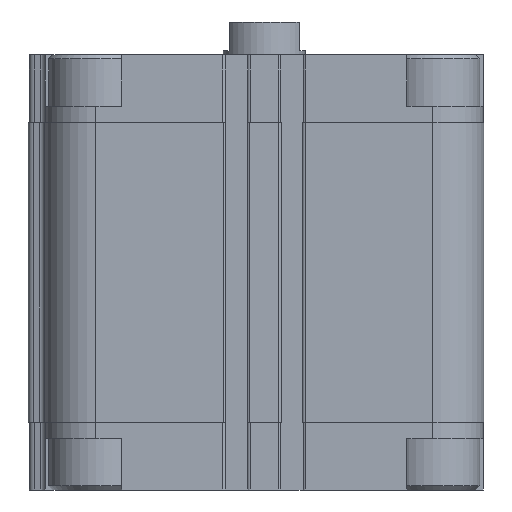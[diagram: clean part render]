
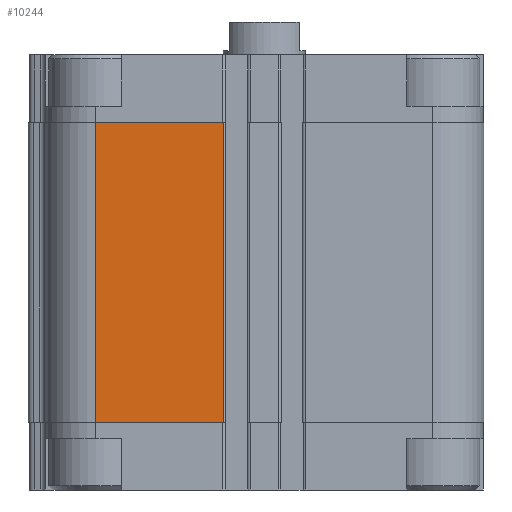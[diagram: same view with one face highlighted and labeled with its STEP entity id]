
A CAD part, left-side view. The second image highlights one B-rep face of the part: STEP entity #10244.
In plain terms, the highlighted face is planar.
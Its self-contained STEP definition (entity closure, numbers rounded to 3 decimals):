
#1912=ORIENTED_EDGE('',*,*,#4632,.F.);
#1913=ORIENTED_EDGE('',*,*,#4631,.F.);
#1914=ORIENTED_EDGE('',*,*,#4633,.T.);
#1915=ORIENTED_EDGE('',*,*,#4634,.T.);
#4631=EDGE_CURVE('',#5994,#5993,#6892,.T.);
#4632=EDGE_CURVE('',#5993,#5995,#6893,.T.);
#4633=EDGE_CURVE('',#5994,#5996,#6894,.T.);
#4634=EDGE_CURVE('',#5996,#5995,#6895,.T.);
#5993=VERTEX_POINT('',#16445);
#5994=VERTEX_POINT('',#16447);
#5995=VERTEX_POINT('',#16451);
#5996=VERTEX_POINT('',#16453);
#6892=LINE('',#16448,#7844);
#6893=LINE('',#16450,#7845);
#6894=LINE('',#16452,#7846);
#6895=LINE('',#16454,#7847);
#7844=VECTOR('',#12896,1000.);
#7845=VECTOR('',#12899,1000.);
#7846=VECTOR('',#12900,1000.);
#7847=VECTOR('',#12901,1000.);
#8450=EDGE_LOOP('',(#1912,#1913,#1914,#1915));
#9156=FACE_BOUND('',#8450,.T.);
#9789=PLANE('',#11060);
#10244=ADVANCED_FACE('',(#9156),#9789,.T.);
#11060=AXIS2_PLACEMENT_3D('',#16449,#12897,#12898);
#12896=DIRECTION('',(0.,0.,1.));
#12897=DIRECTION('',(1.,0.,0.));
#12898=DIRECTION('',(0.,0.,-1.));
#12899=DIRECTION('',(0.,1.,0.));
#12900=DIRECTION('',(0.,1.,0.));
#12901=DIRECTION('',(0.,0.,1.));
#16445=CARTESIAN_POINT('',(53.5,-41.,-16.5));
#16447=CARTESIAN_POINT('',(53.5,-41.,-89.5));
#16448=CARTESIAN_POINT('',(53.5,-41.,-89.5));
#16449=CARTESIAN_POINT('',(53.5,-41.,-89.5));
#16450=CARTESIAN_POINT('',(53.5,-41.,-16.5));
#16451=CARTESIAN_POINT('',(53.5,-9.95,-16.5));
#16452=CARTESIAN_POINT('',(53.5,-41.,-89.5));
#16453=CARTESIAN_POINT('',(53.5,-9.95,-89.5));
#16454=CARTESIAN_POINT('',(53.5,-9.95,-89.5));
